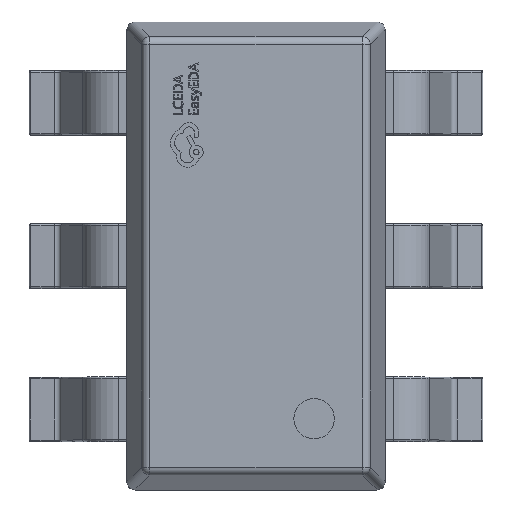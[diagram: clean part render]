
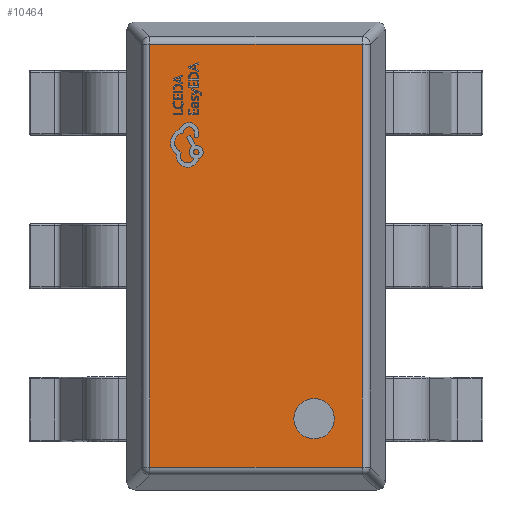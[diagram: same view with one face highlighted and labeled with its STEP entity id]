
A CAD part, top view. The second image highlights one B-rep face of the part: STEP entity #10464.
In plain terms, the highlighted planar face has unit normal (0, 0, 1).
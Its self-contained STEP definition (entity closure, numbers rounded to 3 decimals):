
#514=FACE_BOUND('',#1505,.T.);
#543=PLANE('',#11183);
#869=FACE_OUTER_BOUND('',#1504,.T.);
#1504=EDGE_LOOP('',(#6876,#6877,#6878,#6879));
#1505=EDGE_LOOP('',(#6880));
#2182=LINE('',#15275,#3090);
#2183=LINE('',#15293,#3091);
#2184=LINE('',#15296,#3092);
#2185=LINE('',#15305,#3093);
#3090=VECTOR('',#12245,1.);
#3091=VECTOR('',#12278,1.);
#3092=VECTOR('',#12281,1.);
#3093=VECTOR('',#12298,1.);
#3923=CIRCLE('',#11100,0.125);
#4237=VERTEX_POINT('',#14856);
#4331=VERTEX_POINT('',#15271);
#4332=VERTEX_POINT('',#15273);
#4333=VERTEX_POINT('',#15291);
#4334=VERTEX_POINT('',#15295);
#5150=EDGE_CURVE('',#4237,#4237,#3923,.T.);
#5272=EDGE_CURVE('',#4331,#4332,#2182,.T.);
#5281=EDGE_CURVE('',#4332,#4333,#2183,.T.);
#5282=EDGE_CURVE('',#4334,#4331,#2184,.T.);
#5287=EDGE_CURVE('',#4333,#4334,#2185,.T.);
#6876=ORIENTED_EDGE('',*,*,#5281,.T.);
#6877=ORIENTED_EDGE('',*,*,#5287,.T.);
#6878=ORIENTED_EDGE('',*,*,#5282,.T.);
#6879=ORIENTED_EDGE('',*,*,#5272,.T.);
#6880=ORIENTED_EDGE('',*,*,#5150,.F.);
#10464=ADVANCED_FACE('',(#869,#514),#543,.T.);
#11100=AXIS2_PLACEMENT_3D('',#14858,#12056,#12057);
#11183=AXIS2_PLACEMENT_3D('',#15307,#12301,#12302);
#12056=DIRECTION('center_axis',(0.,0.,1.));
#12057=DIRECTION('ref_axis',(-1.,0.,0.));
#12245=DIRECTION('',(-1.,0.,0.));
#12278=DIRECTION('',(0.,-1.,0.));
#12281=DIRECTION('',(0.,1.,0.));
#12298=DIRECTION('',(1.,0.,0.));
#12301=DIRECTION('center_axis',(0.,0.,1.));
#12302=DIRECTION('ref_axis',(-1.,0.,0.));
#14856=CARTESIAN_POINT('',(0.485,-1.01,1.649));
#14858=CARTESIAN_POINT('Origin',(0.36,-1.01,1.649));
#15271=CARTESIAN_POINT('',(0.66,1.31,1.649));
#15273=CARTESIAN_POINT('',(-0.66,1.31,1.649));
#15275=CARTESIAN_POINT('',(0.,1.31,1.649));
#15291=CARTESIAN_POINT('',(-0.66,-1.31,1.649));
#15293=CARTESIAN_POINT('',(-0.66,0.,1.649));
#15295=CARTESIAN_POINT('',(0.66,-1.31,1.649));
#15296=CARTESIAN_POINT('',(0.66,0.,1.649));
#15305=CARTESIAN_POINT('',(0.,-1.31,1.649));
#15307=CARTESIAN_POINT('Origin',(0.,0.,1.649));
